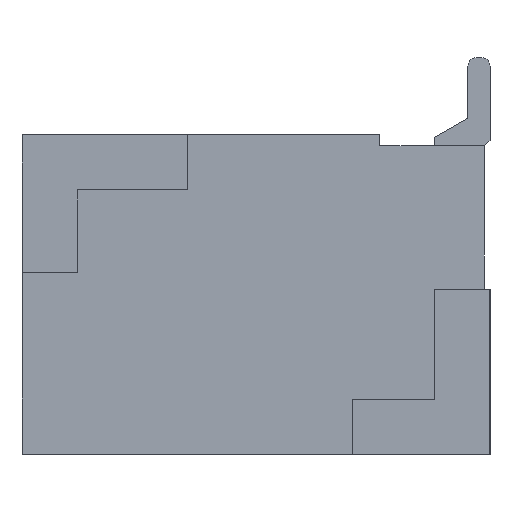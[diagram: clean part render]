
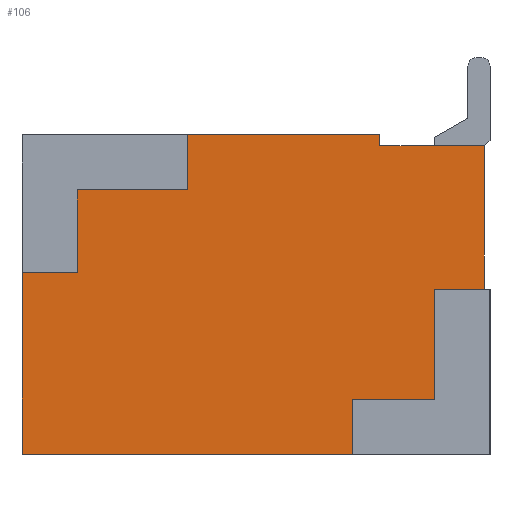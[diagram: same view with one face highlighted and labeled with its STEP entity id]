
A CAD part, left-side view. The second image highlights one B-rep face of the part: STEP entity #106.
In plain terms, the highlighted planar face has unit normal (-1, 0, 0).
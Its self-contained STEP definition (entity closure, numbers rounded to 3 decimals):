
#106 = ADVANCED_FACE ( 'NONE', ( #1319 ), #3893, .T. ) ;
#245 = DIRECTION ( 'NONE',  ( 0., 0., 1. ) ) ;
#446 = CARTESIAN_POINT ( 'NONE',  ( -3.5, 4.25, 0. ) ) ;
#543 = EDGE_CURVE ( 'NONE', #8479, #3917, #8834, .T. ) ;
#562 = VECTOR ( 'NONE', #5427, 1000. ) ;
#633 = CARTESIAN_POINT ( 'NONE',  ( -3.5, 0.05, 1.5 ) ) ;
#638 = EDGE_CURVE ( 'NONE', #6308, #9874, #2676, .T. ) ;
#807 = LINE ( 'NONE', #860, #5871 ) ;
#860 = CARTESIAN_POINT ( 'NONE',  ( -3.5, 3.75, 2.4 ) ) ;
#1032 = DIRECTION ( 'NONE',  ( 0., -1., 0. ) ) ;
#1232 = DIRECTION ( 'NONE',  ( 0., 0., -1. ) ) ;
#1319 = FACE_OUTER_BOUND ( 'NONE', #5244, .T. ) ;
#1353 = VERTEX_POINT ( 'NONE', #9935 ) ;
#1372 = CARTESIAN_POINT ( 'NONE',  ( -3.5, 4.25, 1.65 ) ) ;
#1556 = CARTESIAN_POINT ( 'NONE',  ( -3.5, 0., 0. ) ) ;
#1672 = CARTESIAN_POINT ( 'NONE',  ( -3.5, 0.05, 2.8 ) ) ;
#1723 = LINE ( 'NONE', #4991, #5000 ) ;
#1825 = VERTEX_POINT ( 'NONE', #8664 ) ;
#2270 = ORIENTED_EDGE ( 'NONE', *, *, #3750, .T. ) ;
#2297 = CARTESIAN_POINT ( 'NONE',  ( -3.5, 3.75, 1.65 ) ) ;
#2401 = ORIENTED_EDGE ( 'NONE', *, *, #10495, .T. ) ;
#2410 = LINE ( 'NONE', #1556, #4117 ) ;
#2422 = ORIENTED_EDGE ( 'NONE', *, *, #3416, .T. ) ;
#2545 = LINE ( 'NONE', #5826, #6205 ) ;
#2676 = LINE ( 'NONE', #9902, #8138 ) ;
#2720 = LINE ( 'NONE', #4445, #4466 ) ;
#2838 = CARTESIAN_POINT ( 'NONE',  ( -3.5, 4.25, 1.65 ) ) ;
#2911 = CARTESIAN_POINT ( 'NONE',  ( -3.5, 1., 2.8 ) ) ;
#3292 = CARTESIAN_POINT ( 'NONE',  ( -3.5, 0.05, 2.8 ) ) ;
#3341 = CARTESIAN_POINT ( 'NONE',  ( -3.5, 3.75, 2.4 ) ) ;
#3416 = EDGE_CURVE ( 'NONE', #9003, #6109, #1723, .T. ) ;
#3428 = LINE ( 'NONE', #1672, #6358 ) ;
#3430 = EDGE_CURVE ( 'NONE', #4092, #9731, #3428, .T. ) ;
#3482 = CARTESIAN_POINT ( 'NONE',  ( -3.5, 3.75, 1.65 ) ) ;
#3507 = EDGE_CURVE ( 'NONE', #6109, #8371, #6061, .T. ) ;
#3511 = EDGE_CURVE ( 'NONE', #7944, #3917, #9420, .T. ) ;
#3750 = EDGE_CURVE ( 'NONE', #8371, #9731, #2545, .T. ) ;
#3769 = DIRECTION ( 'NONE',  ( 0., 1., 0. ) ) ;
#3811 = CARTESIAN_POINT ( 'NONE',  ( -3.5, 1.25, 0.5 ) ) ;
#3893 = PLANE ( 'NONE',  #9362 ) ;
#3917 = VERTEX_POINT ( 'NONE', #1372 ) ;
#3966 = CARTESIAN_POINT ( 'NONE',  ( -3.5, 0.5, 0.5 ) ) ;
#4036 = VERTEX_POINT ( 'NONE', #3341 ) ;
#4091 = CARTESIAN_POINT ( 'NONE',  ( -3.5, 4.25, 2.9 ) ) ;
#4092 = VERTEX_POINT ( 'NONE', #3292 ) ;
#4117 = VECTOR ( 'NONE', #5642, 1000. ) ;
#4233 = DIRECTION ( 'NONE',  ( 0., 0., -1. ) ) ;
#4271 = EDGE_CURVE ( 'NONE', #4092, #10086, #10241, .T. ) ;
#4445 = CARTESIAN_POINT ( 'NONE',  ( -3.5, 2.75, 2.4 ) ) ;
#4451 = LINE ( 'NONE', #3482, #9668 ) ;
#4466 = VECTOR ( 'NONE', #1232, 1000. ) ;
#4504 = VECTOR ( 'NONE', #3769, 1000. ) ;
#4507 = CARTESIAN_POINT ( 'NONE',  ( -3.5, 1., 2.8 ) ) ;
#4763 = EDGE_CURVE ( 'NONE', #1825, #9003, #7003, .T. ) ;
#4816 = ORIENTED_EDGE ( 'NONE', *, *, #638, .F. ) ;
#4895 = ORIENTED_EDGE ( 'NONE', *, *, #543, .F. ) ;
#4991 = CARTESIAN_POINT ( 'NONE',  ( -3.5, 1.25, 0.5 ) ) ;
#5000 = VECTOR ( 'NONE', #7485, 1000. ) ;
#5057 = LINE ( 'NONE', #4507, #8829 ) ;
#5244 = EDGE_LOOP ( 'NONE', ( #2270, #6303, #7509, #9685, #4816, #2401, #7009, #7237, #5514, #4895, #8823, #7213, #2422, #8730 ) ) ;
#5427 = DIRECTION ( 'NONE',  ( 0., 0., 1. ) ) ;
#5452 = CARTESIAN_POINT ( 'NONE',  ( -3.5, 0.5, 0.5 ) ) ;
#5514 = ORIENTED_EDGE ( 'NONE', *, *, #3511, .T. ) ;
#5529 = EDGE_CURVE ( 'NONE', #1353, #4036, #807, .T. ) ;
#5642 = DIRECTION ( 'NONE',  ( 0., 1., 0. ) ) ;
#5826 = CARTESIAN_POINT ( 'NONE',  ( -3.5, 0.5, 1.5 ) ) ;
#5871 = VECTOR ( 'NONE', #9727, 1000. ) ;
#5969 = CARTESIAN_POINT ( 'NONE',  ( -3.5, 2.75, 2.9 ) ) ;
#6061 = LINE ( 'NONE', #3966, #562 ) ;
#6098 = DIRECTION ( 'NONE',  ( 0., 0., 1. ) ) ;
#6109 = VERTEX_POINT ( 'NONE', #5452 ) ;
#6205 = VECTOR ( 'NONE', #10534, 1000. ) ;
#6303 = ORIENTED_EDGE ( 'NONE', *, *, #3430, .F. ) ;
#6308 = VERTEX_POINT ( 'NONE', #5969 ) ;
#6339 = CARTESIAN_POINT ( 'NONE',  ( -3.5, 0.5, 1.5 ) ) ;
#6358 = VECTOR ( 'NONE', #4233, 1000. ) ;
#7003 = LINE ( 'NONE', #9401, #10487 ) ;
#7009 = ORIENTED_EDGE ( 'NONE', *, *, #5529, .T. ) ;
#7128 = VECTOR ( 'NONE', #8073, 1000. ) ;
#7213 = ORIENTED_EDGE ( 'NONE', *, *, #4763, .T. ) ;
#7237 = ORIENTED_EDGE ( 'NONE', *, *, #7347, .T. ) ;
#7347 = EDGE_CURVE ( 'NONE', #4036, #7944, #4451, .T. ) ;
#7400 = CARTESIAN_POINT ( 'NONE',  ( -3.5, 1., 2.9 ) ) ;
#7485 = DIRECTION ( 'NONE',  ( 0., -1., 0. ) ) ;
#7509 = ORIENTED_EDGE ( 'NONE', *, *, #4271, .T. ) ;
#7944 = VERTEX_POINT ( 'NONE', #2297 ) ;
#8073 = DIRECTION ( 'NONE',  ( 0., 0., 1. ) ) ;
#8085 = DIRECTION ( 'NONE',  ( 0., 0., 1. ) ) ;
#8138 = VECTOR ( 'NONE', #1032, 1000. ) ;
#8371 = VERTEX_POINT ( 'NONE', #6339 ) ;
#8420 = EDGE_CURVE ( 'NONE', #10086, #9874, #5057, .T. ) ;
#8479 = VERTEX_POINT ( 'NONE', #446 ) ;
#8564 = VECTOR ( 'NONE', #9311, 1000. ) ;
#8664 = CARTESIAN_POINT ( 'NONE',  ( -3.5, 1.25, 0. ) ) ;
#8676 = CARTESIAN_POINT ( 'NONE',  ( -3.5, 1., 2.8 ) ) ;
#8730 = ORIENTED_EDGE ( 'NONE', *, *, #3507, .T. ) ;
#8823 = ORIENTED_EDGE ( 'NONE', *, *, #9105, .F. ) ;
#8829 = VECTOR ( 'NONE', #245, 1000. ) ;
#8834 = LINE ( 'NONE', #4091, #7128 ) ;
#8849 = CARTESIAN_POINT ( 'NONE',  ( -3.5, 4.25, 2.9 ) ) ;
#9003 = VERTEX_POINT ( 'NONE', #3811 ) ;
#9105 = EDGE_CURVE ( 'NONE', #1825, #8479, #2410, .T. ) ;
#9311 = DIRECTION ( 'NONE',  ( 0., 1., 0. ) ) ;
#9362 = AXIS2_PLACEMENT_3D ( 'NONE', #8849, #9810, #8085 ) ;
#9401 = CARTESIAN_POINT ( 'NONE',  ( -3.5, 1.25, 0. ) ) ;
#9420 = LINE ( 'NONE', #2838, #8564 ) ;
#9668 = VECTOR ( 'NONE', #10063, 1000. ) ;
#9685 = ORIENTED_EDGE ( 'NONE', *, *, #8420, .T. ) ;
#9727 = DIRECTION ( 'NONE',  ( 0., 1., 0. ) ) ;
#9731 = VERTEX_POINT ( 'NONE', #633 ) ;
#9810 = DIRECTION ( 'NONE',  ( -1., 0., 0. ) ) ;
#9874 = VERTEX_POINT ( 'NONE', #7400 ) ;
#9902 = CARTESIAN_POINT ( 'NONE',  ( -3.5, 0., 2.9 ) ) ;
#9935 = CARTESIAN_POINT ( 'NONE',  ( -3.5, 2.75, 2.4 ) ) ;
#10063 = DIRECTION ( 'NONE',  ( 0., 0., -1. ) ) ;
#10086 = VERTEX_POINT ( 'NONE', #2911 ) ;
#10241 = LINE ( 'NONE', #8676, #4504 ) ;
#10487 = VECTOR ( 'NONE', #6098, 1000. ) ;
#10495 = EDGE_CURVE ( 'NONE', #6308, #1353, #2720, .T. ) ;
#10534 = DIRECTION ( 'NONE',  ( 0., -1., 0. ) ) ;
